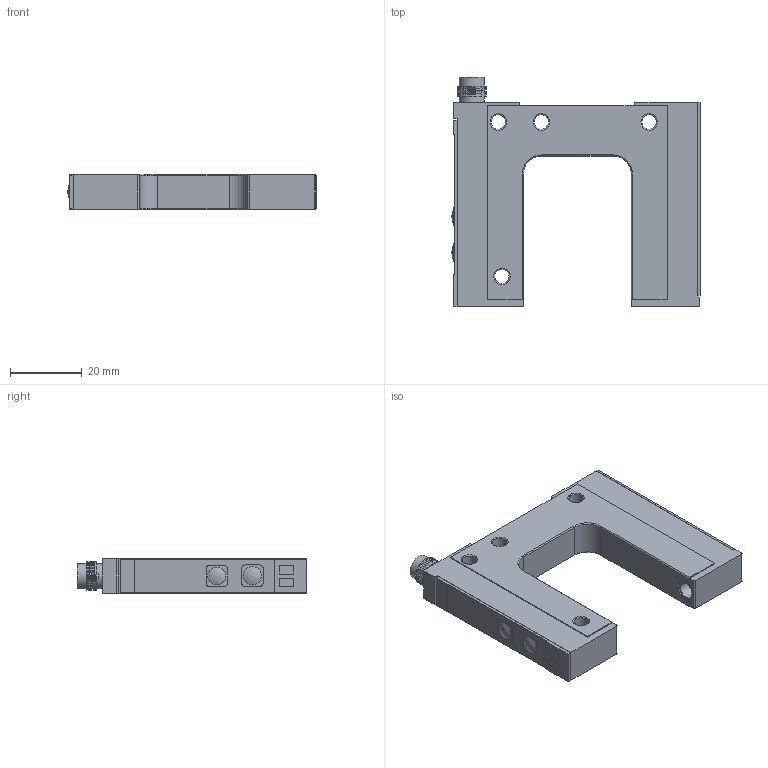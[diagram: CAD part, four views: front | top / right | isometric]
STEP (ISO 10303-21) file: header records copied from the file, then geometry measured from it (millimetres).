
FILE_DESCRIPTION(/* description */ (''),/* implementation_level */ '2;1');
FILE_NAME(/* name */ 'KLM06-0304_step.stp',/* time_stamp */ '2016-06-30T14:58:55+08:00',/* author */ (''),/* organization */ (''),/* preprocessor_version */ 'ST-DEVELOPER v16',/* originating_system */ 'SIEMENS PLM Software NX 10.0',/* authorisation */ '');
FILE_SCHEMA (('AP203_CONFIGURATION_CONTROLLED_3D_DESIGN_OF_MECHANICAL_PARTS_AND_ASSEMBLIES_MIM_LF { 1 0 10303 403 2 1 2}'));
Length unit declared in the file: millimetre
Products named in the file (1): Mome378CAC43kfm9
Bounding box: 69.15 x 64 x 10 mm (x, y, z)
Volume: 24988.7 mm3; surface area: 9810.4 mm2
Topology: 1 solids, 1 shells, 152 faces, 403 edges, 264 vertices
Faces by surface type: plane 104, cylinder 33, torus 7, cone 4, bspline 2, sphere 2
Full cylindrical faces by diameter (mm): 4 x4, 4.578 x2, 4.994 x1, 5.105 x1, 6.47 x1, 7 x2, 8 x3
Entity records: 4943 total; most frequent: CARTESIAN_POINT 1181, ORIENTED_EDGE 756, DIRECTION 727, EDGE_CURVE 378, LINE 285, VECTOR 285, VERTEX_POINT 261, AXIS2_PLACEMENT_3D 221
